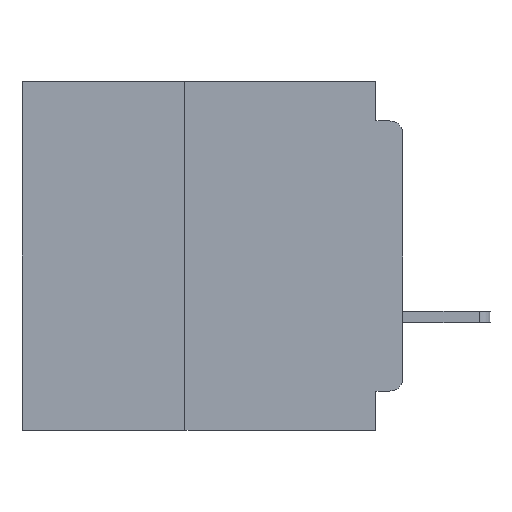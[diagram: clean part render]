
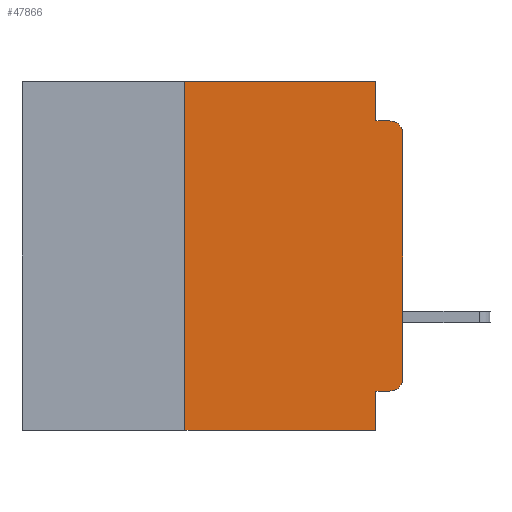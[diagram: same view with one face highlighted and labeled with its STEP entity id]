
A CAD part, left-side view. The second image highlights one B-rep face of the part: STEP entity #47866.
In plain terms, the highlighted planar face has unit normal (-1, 0, 0).
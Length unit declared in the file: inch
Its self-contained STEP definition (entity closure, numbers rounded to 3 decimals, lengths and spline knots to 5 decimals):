
#672 = CARTESIAN_POINT ( 'NONE',  ( 0., 0.25, -0.4 ) ) ;
#1149 = VERTEX_POINT ( 'NONE', #52536 ) ;
#1578 = CARTESIAN_POINT ( 'NONE',  ( 0., 0., 0. ) ) ;
#1964 = VERTEX_POINT ( 'NONE', #6520 ) ;
#3076 = CARTESIAN_POINT ( 'NONE',  ( 0., 0.015, -0.06 ) ) ;
#3258 = CARTESIAN_POINT ( 'NONE',  ( 0., 0.015, -0.34 ) ) ;
#4345 = ORIENTED_EDGE ( 'NONE', *, *, #9406, .F. ) ;
#4359 = DIRECTION ( 'NONE',  ( 0., 0., -1. ) ) ;
#5366 = CARTESIAN_POINT ( 'NONE',  ( 0., 0., -0.355 ) ) ;
#6300 = CARTESIAN_POINT ( 'NONE',  ( 0., 0.031, -0.4 ) ) ;
#6520 = CARTESIAN_POINT ( 'NONE',  ( 0., 0.015, -0.355 ) ) ;
#6798 = CARTESIAN_POINT ( 'NONE',  ( 0., 0.437, 0. ) ) ;
#6805 = VECTOR ( 'NONE', #9830, 39.37008 ) ;
#7538 = DIRECTION ( 'NONE',  ( 0., 0., -1. ) ) ;
#7709 = DIRECTION ( 'NONE',  ( 0., 0., -1. ) ) ;
#8213 = CARTESIAN_POINT ( 'NONE',  ( 0., 0.031, 0. ) ) ;
#9406 = EDGE_CURVE ( 'NONE', #31253, #34388, #12060, .T. ) ;
#9624 = ORIENTED_EDGE ( 'NONE', *, *, #20150, .T. ) ;
#9802 = EDGE_CURVE ( 'NONE', #35434, #36922, #34215, .T. ) ;
#9830 = DIRECTION ( 'NONE',  ( 0., 1., 0. ) ) ;
#12060 = LINE ( 'NONE', #33492, #34272 ) ;
#12353 = DIRECTION ( 'NONE',  ( 0., -1., 0. ) ) ;
#12793 = ORIENTED_EDGE ( 'NONE', *, *, #43067, .F. ) ;
#13413 = CARTESIAN_POINT ( 'NONE',  ( 0., 0.031, -0.045 ) ) ;
#14209 = AXIS2_PLACEMENT_3D ( 'NONE', #3076, #34174, #7538 ) ;
#15588 = CIRCLE ( 'NONE', #14209, 0.015 ) ;
#15654 = DIRECTION ( 'NONE',  ( 0., 0., -1. ) ) ;
#16202 = VECTOR ( 'NONE', #25607, 39.37008 ) ;
#16306 = EDGE_LOOP ( 'NONE', ( #20377, #9624, #50833, #51138, #31921, #33883, #55798, #4345, #12793, #50004 ) ) ;
#16875 = PLANE ( 'NONE',  #39334 ) ;
#17078 = AXIS2_PLACEMENT_3D ( 'NONE', #3258, #34352, #7709 ) ;
#17609 = CARTESIAN_POINT ( 'NONE',  ( 0., 0.031, 0. ) ) ;
#18261 = EDGE_CURVE ( 'NONE', #1149, #45323, #35918, .T. ) ;
#19035 = EDGE_CURVE ( 'NONE', #27947, #52592, #39888, .T. ) ;
#20150 = EDGE_CURVE ( 'NONE', #36922, #52592, #15588, .T. ) ;
#20377 = ORIENTED_EDGE ( 'NONE', *, *, #9802, .T. ) ;
#21184 = CARTESIAN_POINT ( 'NONE',  ( 0., 0.437, -0.4 ) ) ;
#21340 = DIRECTION ( 'NONE',  ( 0., 0., -1. ) ) ;
#21692 = FACE_OUTER_BOUND ( 'NONE', #16306, .T. ) ;
#24793 = CARTESIAN_POINT ( 'NONE',  ( 0., 0.25, -0.4 ) ) ;
#24892 = CARTESIAN_POINT ( 'NONE',  ( 0., 0., -0.34 ) ) ;
#25607 = DIRECTION ( 'NONE',  ( 0., -1., 0. ) ) ;
#25979 = EDGE_CURVE ( 'NONE', #46283, #34388, #51341, .T. ) ;
#26455 = VECTOR ( 'NONE', #38125, 39.37008 ) ;
#26794 = VECTOR ( 'NONE', #12353, 39.37008 ) ;
#27274 = CARTESIAN_POINT ( 'NONE',  ( 0., 0., -0.06 ) ) ;
#27658 = LINE ( 'NONE', #5366, #6805 ) ;
#27867 = LINE ( 'NONE', #24793, #26455 ) ;
#27947 = VERTEX_POINT ( 'NONE', #13413 ) ;
#28536 = CARTESIAN_POINT ( 'NONE',  ( 0., 0.031, -0.355 ) ) ;
#31253 = VERTEX_POINT ( 'NONE', #28536 ) ;
#31921 = ORIENTED_EDGE ( 'NONE', *, *, #18261, .F. ) ;
#32682 = DIRECTION ( 'NONE',  ( 0., 0., 1. ) ) ;
#33492 = CARTESIAN_POINT ( 'NONE',  ( 0., 0.031, -0.4 ) ) ;
#33883 = ORIENTED_EDGE ( 'NONE', *, *, #49092, .F. ) ;
#34174 = DIRECTION ( 'NONE',  ( -1., 0., 0. ) ) ;
#34215 = LINE ( 'NONE', #1578, #35604 ) ;
#34272 = VECTOR ( 'NONE', #15654, 39.37008 ) ;
#34352 = DIRECTION ( 'NONE',  ( -1., 0., 0. ) ) ;
#34388 = VERTEX_POINT ( 'NONE', #6300 ) ;
#35434 = VERTEX_POINT ( 'NONE', #24892 ) ;
#35604 = VECTOR ( 'NONE', #32682, 39.37008 ) ;
#35888 = LINE ( 'NONE', #17609, #42005 ) ;
#35918 = LINE ( 'NONE', #6798, #54999 ) ;
#36922 = VERTEX_POINT ( 'NONE', #27274 ) ;
#37688 = EDGE_CURVE ( 'NONE', #1964, #35434, #47199, .T. ) ;
#38125 = DIRECTION ( 'NONE',  ( 0., 0., 1. ) ) ;
#38855 = CARTESIAN_POINT ( 'NONE',  ( 0., 0., -0.045 ) ) ;
#39334 = AXIS2_PLACEMENT_3D ( 'NONE', #47546, #47729, #21340 ) ;
#39888 = LINE ( 'NONE', #38855, #26794 ) ;
#42005 = VECTOR ( 'NONE', #4359, 39.37008 ) ;
#42197 = DIRECTION ( 'NONE',  ( 0., -1., 0. ) ) ;
#43067 = EDGE_CURVE ( 'NONE', #1964, #31253, #27658, .T. ) ;
#45323 = VERTEX_POINT ( 'NONE', #8213 ) ;
#46283 = VERTEX_POINT ( 'NONE', #672 ) ;
#47199 = CIRCLE ( 'NONE', #17078, 0.015 ) ;
#47546 = CARTESIAN_POINT ( 'NONE',  ( 0., 0.437, 0. ) ) ;
#47729 = DIRECTION ( 'NONE',  ( 1., 0., 0. ) ) ;
#47752 = CARTESIAN_POINT ( 'NONE',  ( 0., 0.015, -0.045 ) ) ;
#47866 = ADVANCED_FACE ( 'NONE', ( #21692 ), #16875, .F. ) ;
#49092 = EDGE_CURVE ( 'NONE', #46283, #1149, #27867, .T. ) ;
#50004 = ORIENTED_EDGE ( 'NONE', *, *, #37688, .T. ) ;
#50833 = ORIENTED_EDGE ( 'NONE', *, *, #19035, .F. ) ;
#51138 = ORIENTED_EDGE ( 'NONE', *, *, #51503, .F. ) ;
#51341 = LINE ( 'NONE', #21184, #16202 ) ;
#51503 = EDGE_CURVE ( 'NONE', #45323, #27947, #35888, .T. ) ;
#52536 = CARTESIAN_POINT ( 'NONE',  ( 0., 0.25, 0. ) ) ;
#52592 = VERTEX_POINT ( 'NONE', #47752 ) ;
#54999 = VECTOR ( 'NONE', #42197, 39.37008 ) ;
#55798 = ORIENTED_EDGE ( 'NONE', *, *, #25979, .T. ) ;
